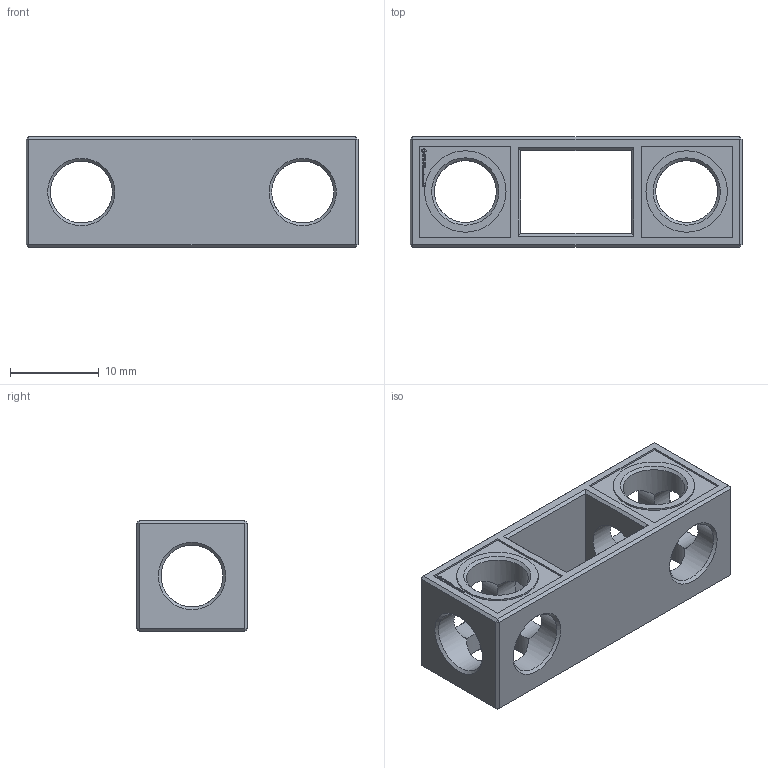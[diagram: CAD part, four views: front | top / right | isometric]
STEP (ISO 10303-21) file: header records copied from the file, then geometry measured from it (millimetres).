
FILE_DESCRIPTION(('FreeCAD Model'),'2;1');
FILE_NAME('Open CASCADE Shape Model','2021-05-23T21:20:46',( 'Paulo Kiefe'),('STEMFIE.org'),'Open CASCADE STEP processor 7.4', 'FreeCAD','Unknown');
FILE_SCHEMA(('AUTOMOTIVE_DESIGN { 1 0 10303 214 1 1 1 1 }'));
Length unit declared in the file: millimetre
Products named in the file (1): Beam_STR_BXS_ESS_BU03.00x01.00x01.00x01.00x00.125_-_SPN-BEM-0400_
(stemfie.org)
Bounding box: 37.5 x 12.5 x 12.5 mm (x, y, z)
Volume: 2437.2 mm3; surface area: 2788.4 mm2
Topology: 1 solids, 1 shells, 493 faces, 1345 edges, 884 vertices
Faces by surface type: plane 369, extrusion 100, cylinder 14, cone 10
Full cylindrical faces by diameter (mm): 7 x12, 9.2 x2
Entity records: 38554 total; most frequent: CARTESIAN_POINT 12169, DIRECTION 4479, VECTOR 3573, LINE 3473, ORIENTED_EDGE 2690, PCURVE 2690, DEFINITIONAL_REPRESENTATION 2690, EDGE_CURVE 1345
